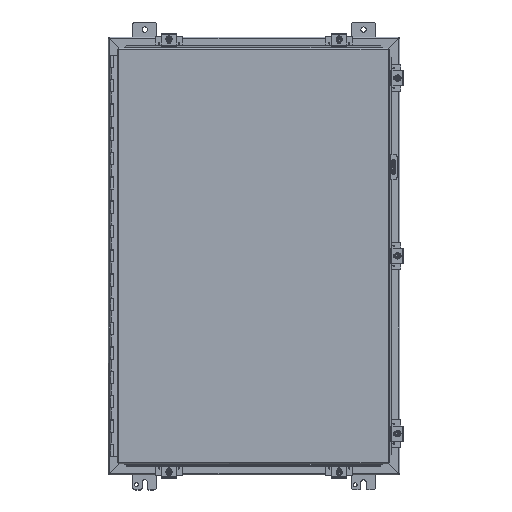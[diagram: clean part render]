
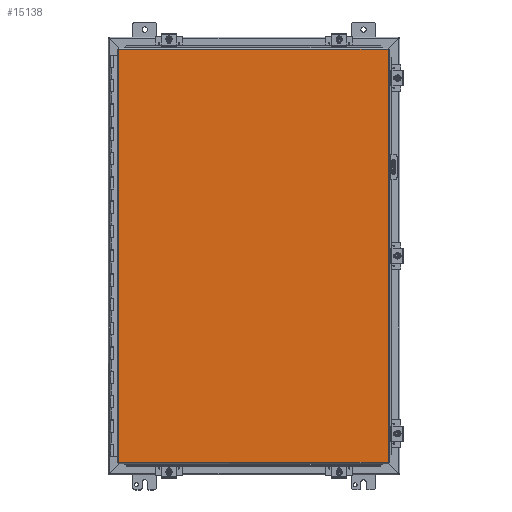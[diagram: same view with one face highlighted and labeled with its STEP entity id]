
A CAD part, top view. The second image highlights one B-rep face of the part: STEP entity #15138.
In plain terms, the highlighted face is planar.
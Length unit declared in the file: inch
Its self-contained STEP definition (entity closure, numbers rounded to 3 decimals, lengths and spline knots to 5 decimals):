
#1230 = CARTESIAN_POINT ( 'NONE',  ( -11.08225, 16.9885, 0. ) ) ;
#2552 = DIRECTION ( 'NONE',  ( -1., 0., 0. ) ) ;
#3822 = VECTOR ( 'NONE', #48936, 39.37008 ) ;
#4457 = VECTOR ( 'NONE', #2552, 39.37008 ) ;
#4716 = LINE ( 'NONE', #19070, #50528 ) ;
#15138 = ADVANCED_FACE ( 'NONE', ( #33707 ), #32106, .F. ) ;
#15552 = DIRECTION ( 'NONE',  ( 0., 1., 0. ) ) ;
#17693 = EDGE_CURVE ( 'NONE', #34658, #27726, #4716, .T. ) ;
#18937 = DIRECTION ( 'NONE',  ( 0., -1., 0. ) ) ;
#19070 = CARTESIAN_POINT ( 'NONE',  ( 11.08225, 16.9885, 0. ) ) ;
#21289 = ORIENTED_EDGE ( 'NONE', *, *, #30311, .T. ) ;
#22725 = VECTOR ( 'NONE', #15552, 39.37008 ) ;
#24530 = CARTESIAN_POINT ( 'NONE',  ( -11.08225, -16.9885, 0. ) ) ;
#26262 = ORIENTED_EDGE ( 'NONE', *, *, #17693, .T. ) ;
#27726 = VERTEX_POINT ( 'NONE', #49485 ) ;
#28845 = LINE ( 'NONE', #44469, #3822 ) ;
#30311 = EDGE_CURVE ( 'NONE', #38249, #34658, #28845, .T. ) ;
#31474 = DIRECTION ( 'NONE',  ( 1., 0., 0. ) ) ;
#31482 = DIRECTION ( 'NONE',  ( 0., 0., 1. ) ) ;
#31548 = CARTESIAN_POINT ( 'NONE',  ( 0., 0., 0. ) ) ;
#32106 = PLANE ( 'NONE',  #38443 ) ;
#33246 = CARTESIAN_POINT ( 'NONE',  ( -11.08225, -16.9885, 0. ) ) ;
#33707 = FACE_OUTER_BOUND ( 'NONE', #37697, .T. ) ;
#34646 = LINE ( 'NONE', #24530, #22725 ) ;
#34658 = VERTEX_POINT ( 'NONE', #56013 ) ;
#37697 = EDGE_LOOP ( 'NONE', ( #54277, #21289, #26262, #53004 ) ) ;
#38249 = VERTEX_POINT ( 'NONE', #1230 ) ;
#38443 = AXIS2_PLACEMENT_3D ( 'NONE', #31548, #31482, #31474 ) ;
#39923 = LINE ( 'NONE', #55674, #4457 ) ;
#44469 = CARTESIAN_POINT ( 'NONE',  ( -11.08225, 16.9885, 0. ) ) ;
#46024 = EDGE_CURVE ( 'NONE', #51300, #38249, #34646, .T. ) ;
#48515 = EDGE_CURVE ( 'NONE', #27726, #51300, #39923, .T. ) ;
#48936 = DIRECTION ( 'NONE',  ( 1., 0., 0. ) ) ;
#49485 = CARTESIAN_POINT ( 'NONE',  ( 11.08225, -16.9885, 0. ) ) ;
#50528 = VECTOR ( 'NONE', #18937, 39.37008 ) ;
#51300 = VERTEX_POINT ( 'NONE', #33246 ) ;
#53004 = ORIENTED_EDGE ( 'NONE', *, *, #48515, .T. ) ;
#54277 = ORIENTED_EDGE ( 'NONE', *, *, #46024, .T. ) ;
#55674 = CARTESIAN_POINT ( 'NONE',  ( 11.08225, -16.9885, 0. ) ) ;
#56013 = CARTESIAN_POINT ( 'NONE',  ( 11.08225, 16.9885, 0. ) ) ;
